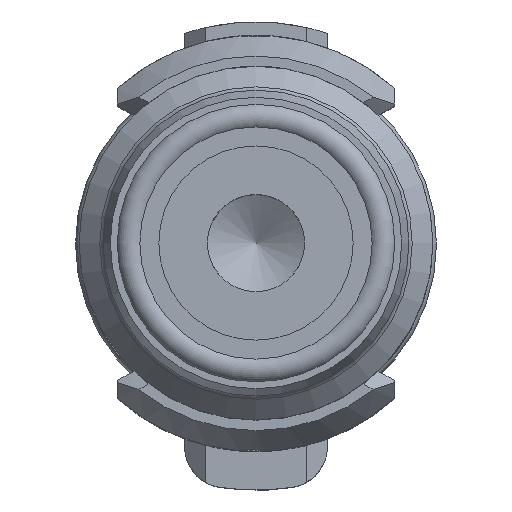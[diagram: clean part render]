
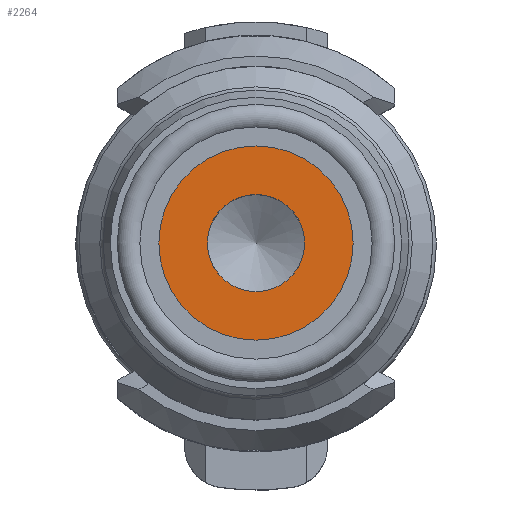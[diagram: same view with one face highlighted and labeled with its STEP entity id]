
A CAD part, top view. The second image highlights one B-rep face of the part: STEP entity #2264.
In plain terms, the highlighted planar face has unit normal (0, 0, 1).
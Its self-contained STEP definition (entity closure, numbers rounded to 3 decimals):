
#206=PLANE('',#2507);
#299=CIRCLE('',#2506,7.);
#300=CIRCLE('',#2508,3.5);
#591=VERTEX_POINT('',#3796);
#592=VERTEX_POINT('',#3800);
#1148=EDGE_CURVE('',#591,#591,#299,.T.);
#1149=EDGE_CURVE('',#592,#592,#300,.T.);
#1782=ORIENTED_EDGE('',*,*,#1149,.T.);
#1783=ORIENTED_EDGE('',*,*,#1148,.F.);
#1990=EDGE_LOOP('',(#1782));
#1991=EDGE_LOOP('',(#1783));
#2134=FACE_BOUND('',#1990,.T.);
#2135=FACE_BOUND('',#1991,.T.);
#2264=ADVANCED_FACE('',(#2134,#2135),#206,.F.);
#2506=AXIS2_PLACEMENT_3D('',#3797,#4516,#4517);
#2507=AXIS2_PLACEMENT_3D('',#3798,#4518,$);
#2508=AXIS2_PLACEMENT_3D('',#3799,#4519,#4520);
#3796=CARTESIAN_POINT('',(0.,7.,0.));
#3797=CARTESIAN_POINT('',(0.,0.,0.));
#3798=CARTESIAN_POINT('',(0.,0.,0.));
#3799=CARTESIAN_POINT('',(0.,0.,0.));
#3800=CARTESIAN_POINT('',(-3.5,0.,0.));
#4516=DIRECTION('',(0.,0.,-1.));
#4517=DIRECTION('',(0.,7.,0.));
#4518=DIRECTION('',(0.,0.,-1.));
#4519=DIRECTION('',(0.,0.,-1.));
#4520=DIRECTION('',(-3.5,0.,0.));
